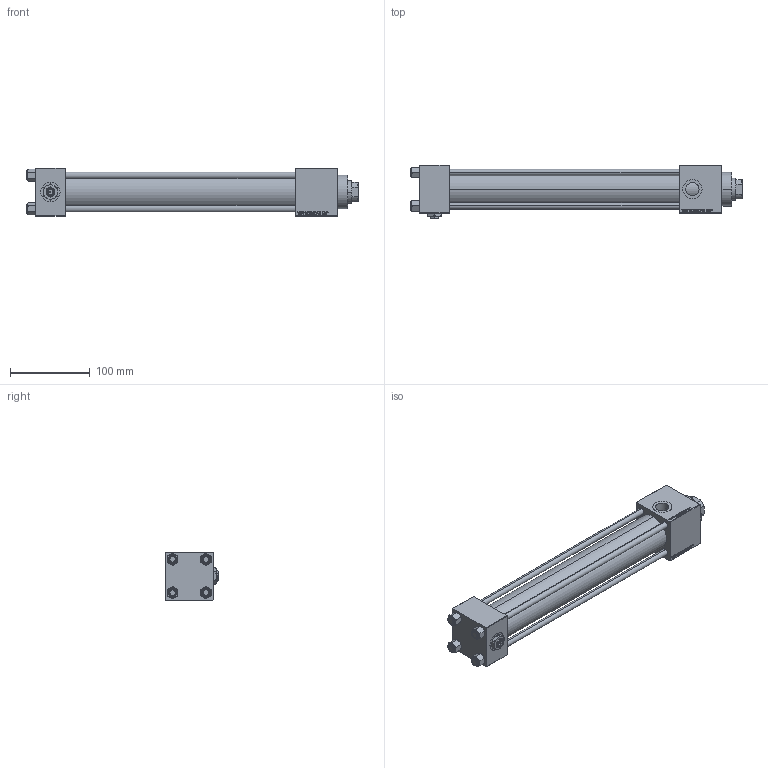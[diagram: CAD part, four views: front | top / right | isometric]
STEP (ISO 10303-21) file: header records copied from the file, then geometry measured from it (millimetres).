
FILE_DESCRIPTION (( 'STEP AP203' ), '1' );
FILE_NAME ('acd8.STEP', '2025-02-25T12:21:16', ( '' ), ( '' ), 'SwSTEP 2.0', 'SolidWorks 2019', '' );
FILE_SCHEMA (( 'CONFIG_CONTROL_DESIGN' ));
Length unit declared in the file: millimetre
Products named in the file (7): V215_VC_A 326744e1a34025b53c8ab7c3a5026652; V215CR_C_TYCINKA 326744e1a34025b53c8ab7c3a5026652; V215CR_VCP_C 326744e1a34025b53c8ab7c3a5026652; V215CR_C_Body 326744e1a34025b53c8ab7c3a5026652; acd8; NUT_M5_C 326744e1a34025b53c8ab7c3a5026652; Zatka_pro_OIL_PORT 326744e1a34025b53c8ab7c3a5026652
Assembly tree (12 placements, depth 2):
  acd8
    V215CR_C_Body 326744e1a34025b53c8ab7c3a5026652
    V215CR_VCP_C 326744e1a34025b53c8ab7c3a5026652
    NUT_M5_C 326744e1a34025b53c8ab7c3a5026652  x4
    V215CR_C_TYCINKA 326744e1a34025b53c8ab7c3a5026652  x4
    V215_VC_A 326744e1a34025b53c8ab7c3a5026652
    Zatka_pro_OIL_PORT 326744e1a34025b53c8ab7c3a5026652
Bounding box: 415 x 67 x 60 mm (x, y, z)
Volume: 703424.6 mm3; surface area: 218665.6 mm2
Topology: 12 solids, 12 shells, 1202 faces, 2994 edges, 1935 vertices
Faces by surface type: plane 550, bspline 392, cone 158, cylinder 94, torus 8
Entity records: 51933 total; most frequent: CARTESIAN_POINT 27597, ORIENTED_EDGE 5480, DIRECTION 3522, EDGE_CURVE 2740, VERTEX_POINT 1791, VECTOR 1634, LINE 1634, EDGE_LOOP 1215
